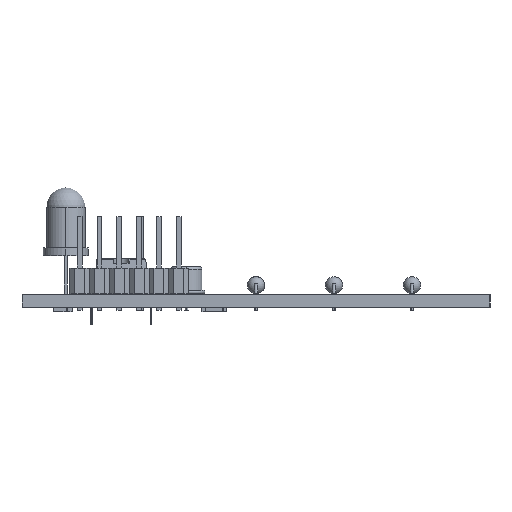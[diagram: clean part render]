
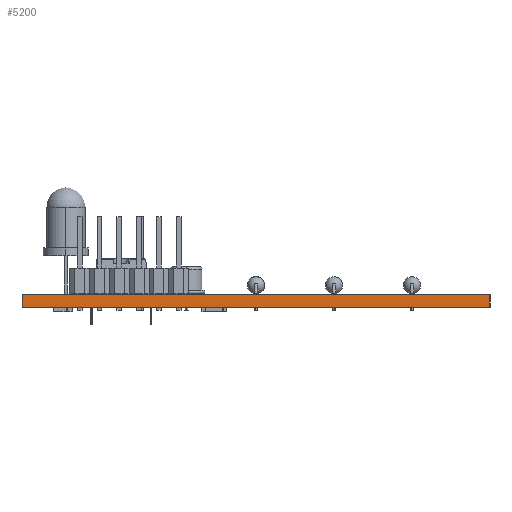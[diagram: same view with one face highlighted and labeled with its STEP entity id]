
A CAD part, left-side view. The second image highlights one B-rep face of the part: STEP entity #5200.
In plain terms, the highlighted planar face has unit normal (-1, 0, 0).
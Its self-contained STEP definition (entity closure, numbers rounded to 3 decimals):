
#5107=CARTESIAN_POINT('',(-40.,30.,-0.8));
#5108=VERTEX_POINT('',#5107);
#5109=CARTESIAN_POINT('',(-40.,30.,0.8));
#5110=VERTEX_POINT('',#5109);
#5111=CARTESIAN_POINT('',(-40.,-30.,-0.8));
#5112=VERTEX_POINT('',#5111);
#5113=CARTESIAN_POINT('',(-40.,-30.,0.8));
#5114=VERTEX_POINT('',#5113);
#5123=DIRECTION('',(0.,-60.,0.));
#5124=VECTOR('',#5123,1.);
#5125=LINE('',#5107,#5124);
#5126=DIRECTION('',(0.,-60.,0.));
#5127=VECTOR('',#5126,1.);
#5128=LINE('',#5109,#5127);
#5147=DIRECTION('',(0.,0.,1.6));
#5148=VECTOR('',#5147,1.);
#5149=LINE('',#5107,#5148);
#5150=DIRECTION('',(0.,0.,1.6));
#5151=VECTOR('',#5150,1.);
#5152=LINE('',#5111,#5151);
#5159=EDGE_CURVE('',#5108,#5112,#5125,.T.);
#5160=ORIENTED_EDGE('',*,*,#5159,.T.);
#5162=EDGE_CURVE('',#5110,#5114,#5128,.T.);
#5164=ORIENTED_EDGE('',*,*,#5162,.F.);
#5165=EDGE_CURVE('',#5108,#5110,#5149,.T.);
#5167=ORIENTED_EDGE('',*,*,#5165,.F.);
#5174=EDGE_CURVE('',#5112,#5114,#5152,.T.);
#5175=ORIENTED_EDGE('',*,*,#5174,.T.);
#5195=EDGE_LOOP('',(#5167,#5160,#5175,#5164));
#5196=FACE_OUTER_BOUND('',#5195,.T.);
#5197=DIRECTION('',(-3600000000.,0.,0.));
#5198=AXIS2_PLACEMENT_3D('',#5107,#5197,$);
#5199=PLANE('',#5198);
#5200=ADVANCED_FACE('',(#5196),#5199,.T.);
